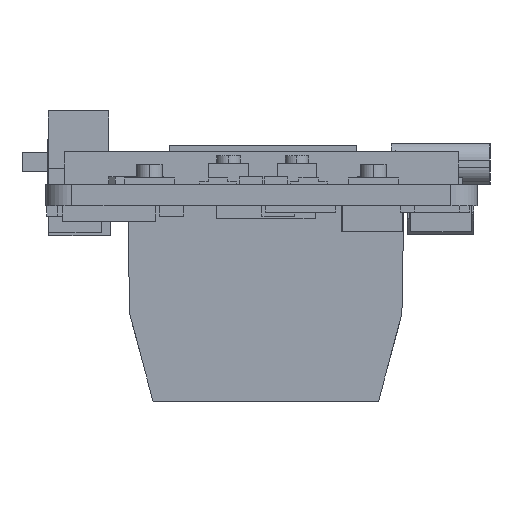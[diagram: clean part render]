
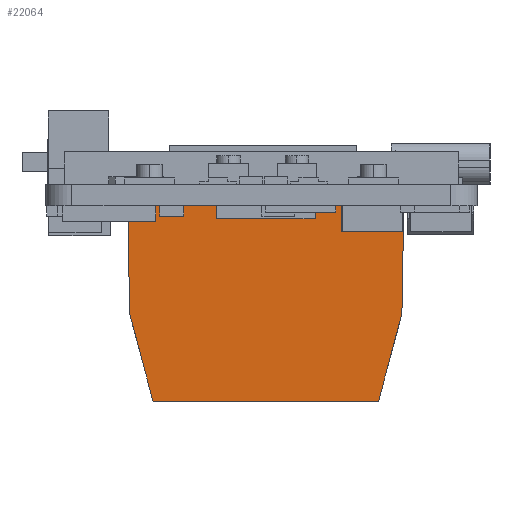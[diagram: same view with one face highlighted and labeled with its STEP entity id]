
A CAD part, front view. The second image highlights one B-rep face of the part: STEP entity #22064.
In plain terms, the highlighted planar face has unit normal (0, -1, -0.018).
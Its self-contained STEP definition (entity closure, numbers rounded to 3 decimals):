
#3154=DIRECTION('',(-1.,0.,0.));
#3155=VECTOR('',#3154,6.75);
#3156=CARTESIAN_POINT('',(-5.613,19.253,0.));
#3157=LINE('',#3156,#3155);
#3170=DIRECTION('',(-1.,0.,0.));
#3171=VECTOR('',#3170,6.75);
#3172=CARTESIAN_POINT('',(-19.863,19.253,0.));
#3173=LINE('',#3172,#3171);
#6068=DIRECTION('',(0.017,0.017,-1.));
#6069=VECTOR('',#6068,8.239);
#6070=CARTESIAN_POINT('',(-26.613,19.253,0.));
#6071=LINE('',#6070,#6069);
#6088=DIRECTION('',(-1.,0.,0.));
#6089=VECTOR('',#6088,17.158);
#6090=CARTESIAN_POINT('',(-7.535,19.513,-14.87));
#6091=LINE('',#6090,#6089);
#6586=DIRECTION('',(1.,0.,0.));
#6587=VECTOR('',#6586,7.5);
#6588=CARTESIAN_POINT('',(-19.863,19.253,0.));
#6589=LINE('',#6588,#6587);
#6590=DIRECTION('',(-0.017,0.017,-1.));
#6591=VECTOR('',#6590,8.239);
#6592=CARTESIAN_POINT('',(-5.613,19.253,0.));
#6593=LINE('',#6592,#6591);
#6594=DIRECTION('',(0.259,-0.017,0.966));
#6595=VECTOR('',#6594,6.868);
#6596=CARTESIAN_POINT('',(-7.535,19.513,-14.87));
#6597=LINE('',#6596,#6595);
#6598=DIRECTION('',(-0.259,-0.017,0.966));
#6599=VECTOR('',#6598,6.868);
#6600=CARTESIAN_POINT('',(-24.692,19.513,-14.87));
#6601=LINE('',#6600,#6599);
#12157=CARTESIAN_POINT('',(-26.613,19.253,0.));
#12159=VERTEX_POINT('',#12157);
#12162=CARTESIAN_POINT('',(-5.613,19.253,0.));
#12164=VERTEX_POINT('',#12162);
#12226=CARTESIAN_POINT('',(-24.692,19.513,-14.87));
#12228=VERTEX_POINT('',#12226);
#12234=CARTESIAN_POINT('',(-7.535,19.513,-14.87));
#12236=VERTEX_POINT('',#12234);
#12237=CARTESIAN_POINT('',(-26.47,19.397,
-8.237));
#12238=VERTEX_POINT('',#12237);
#12239=CARTESIAN_POINT('',(-5.757,19.397,
-8.237));
#12240=VERTEX_POINT('',#12239);
#13269=CARTESIAN_POINT('',(-12.363,19.253,0.));
#13271=VERTEX_POINT('',#13269);
#13275=CARTESIAN_POINT('',(-19.863,19.253,0.));
#13276=VERTEX_POINT('',#13275);
#22048=CARTESIAN_POINT('',(-4.188,19.253,0.));
#22049=DIRECTION('',(0.,-1.,-0.017));
#22050=DIRECTION('',(-1.,0.,0.));
#22051=AXIS2_PLACEMENT_3D('',#22048,#22049,#22050);
#22052=PLANE('',#22051);
#22054=ORIENTED_EDGE('',*,*,#22053,.T.);
#22055=ORIENTED_EDGE('',*,*,#15219,.F.);
#22056=ORIENTED_EDGE('',*,*,#22015,.T.);
#22057=ORIENTED_EDGE('',*,*,#21961,.F.);
#22058=ORIENTED_EDGE('',*,*,#21340,.T.);
#22059=ORIENTED_EDGE('',*,*,#21293,.T.);
#22060=ORIENTED_EDGE('',*,*,#21264,.F.);
#22061=ORIENTED_EDGE('',*,*,#15227,.F.);
#22062=EDGE_LOOP('',(#22054,#22055,#22056,#22057,#22058,#22059,#22060,#22061));
#22063=FACE_OUTER_BOUND('',#22062,.F.);
#15219=EDGE_CURVE('',#12164,#13271,#3157,.T.);
#15227=EDGE_CURVE('',#13276,#12159,#3173,.T.);
#21264=EDGE_CURVE('',#12159,#12238,#6071,.T.);
#21293=EDGE_CURVE('',#12228,#12238,#6601,.T.);
#21340=EDGE_CURVE('',#12236,#12228,#6091,.T.);
#21961=EDGE_CURVE('',#12236,#12240,#6597,.T.);
#22015=EDGE_CURVE('',#12164,#12240,#6593,.T.);
#22053=EDGE_CURVE('',#13276,#13271,#6589,.T.);
#22064=ADVANCED_FACE('',(#22063),#22052,.T.);
